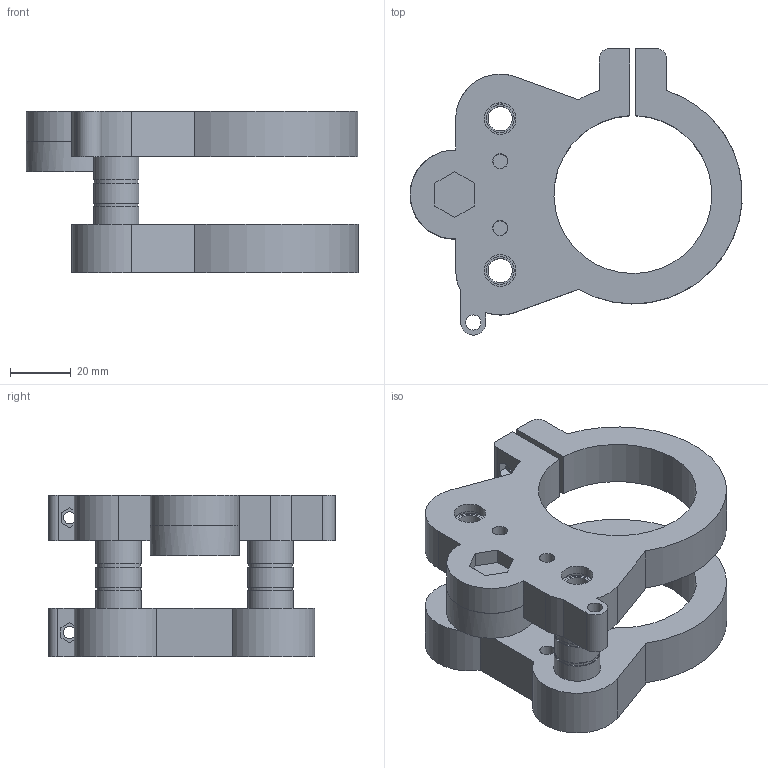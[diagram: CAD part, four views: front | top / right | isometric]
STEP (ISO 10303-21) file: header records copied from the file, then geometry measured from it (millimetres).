
FILE_DESCRIPTION(('FreeCAD Model'),'2;1');
FILE_NAME('zcarriage.step' ,'2015-04-05T09:52:14',('Author'),(''), 'Open CASCADE STEP processor 6.7','FreeCAD','Unknown');
FILE_SCHEMA(('AUTOMOTIVE_DESIGN_CC2 { 1 2 10303 214 -1 1 5 4 }'));
Length unit declared in the file: millimetre
Products named in the file (1): Fusion001
Bounding box: 109.32 x 94.31 x 53.3 mm (x, y, z)
Volume: 133467.6 mm3; surface area: 47559.3 mm2
Topology: 1 solids, 1 shells, 186 faces, 400 edges, 268 vertices
Faces by surface type: plane 113, cylinder 73
Full cylindrical faces by diameter (mm): 4 x4, 4.8 x2, 5 x3, 8 x4, 9.2 x8, 10.4 x5, 12.4 x6, 14.3 x8, 15 x10, 15.4 x4, 20.4 x1, 29.4 x1
Entity records: 10770 total; most frequent: CARTESIAN_POINT 2433, DIRECTION 1563, ORIENTED_EDGE 800, PCURVE 800, DEFINITIONAL_REPRESENTATION 800, LINE 764, VECTOR 764, EDGE_CURVE 400
